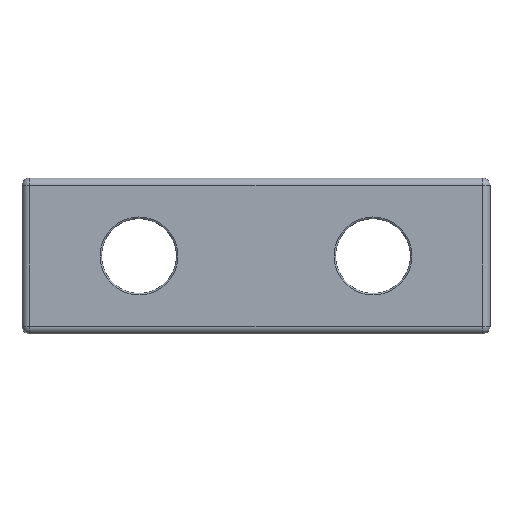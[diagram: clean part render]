
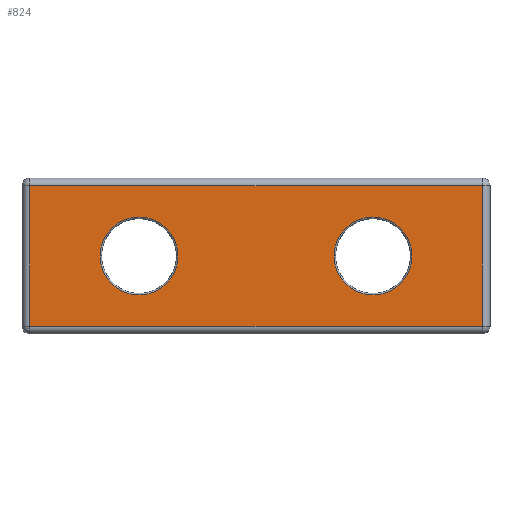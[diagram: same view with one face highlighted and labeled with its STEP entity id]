
A CAD part, top view. The second image highlights one B-rep face of the part: STEP entity #824.
In plain terms, the highlighted planar face has unit normal (0, 0, 1).
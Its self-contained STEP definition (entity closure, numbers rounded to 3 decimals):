
#1 = LINE ( 'NONE', #199, #298 ) ;
#5 = CIRCLE ( 'NONE', #350, 2.5 ) ;
#70 = ORIENTED_EDGE ( 'NONE', *, *, #1118, .T. ) ;
#94 = CARTESIAN_POINT ( 'NONE',  ( 5., 4.999, 1.65 ) ) ;
#97 = CIRCLE ( 'NONE', #938, 2.5 ) ;
#104 = CARTESIAN_POINT ( 'NONE',  ( 29.5, 0.5, 1.65 ) ) ;
#117 = LINE ( 'NONE', #306, #334 ) ;
#123 = CARTESIAN_POINT ( 'NONE',  ( 29.5, 0.5, 1.65 ) ) ;
#140 = VERTEX_POINT ( 'NONE', #277 ) ;
#148 = FACE_BOUND ( 'NONE', #1264, .T. ) ;
#149 = DIRECTION ( 'NONE',  ( 0., -1., 0. ) ) ;
#165 = DIRECTION ( 'NONE',  ( 0., 0., -1. ) ) ;
#180 = VERTEX_POINT ( 'NONE', #545 ) ;
#199 = CARTESIAN_POINT ( 'NONE',  ( 29.5, 9.498, 1.65 ) ) ;
#266 = ORIENTED_EDGE ( 'NONE', *, *, #861, .T. ) ;
#277 = CARTESIAN_POINT ( 'NONE',  ( 0.5, 0.5, 1.65 ) ) ;
#286 = DIRECTION ( 'NONE',  ( 0., 0., -1. ) ) ;
#290 = VERTEX_POINT ( 'NONE', #626 ) ;
#298 = VECTOR ( 'NONE', #406, 1000. ) ;
#306 = CARTESIAN_POINT ( 'NONE',  ( 0., 9.498, 1.65 ) ) ;
#309 = CARTESIAN_POINT ( 'NONE',  ( 0.5, 9.498, 1.65 ) ) ;
#319 = DIRECTION ( 'NONE',  ( 1., 0., 0. ) ) ;
#334 = VECTOR ( 'NONE', #883, 1000. ) ;
#350 = AXIS2_PLACEMENT_3D ( 'NONE', #867, #286, #962 ) ;
#356 = CARTESIAN_POINT ( 'NONE',  ( 0.5, 0., 1.65 ) ) ;
#365 = CIRCLE ( 'NONE', #1208, 2.5 ) ;
#398 = PLANE ( 'NONE',  #770 ) ;
#403 = DIRECTION ( 'NONE',  ( 0., 0., -1. ) ) ;
#406 = DIRECTION ( 'NONE',  ( 0., 1., 0. ) ) ;
#413 = EDGE_CURVE ( 'NONE', #180, #568, #429, .T. ) ;
#423 = FACE_BOUND ( 'NONE', #813, .T. ) ;
#429 = CIRCLE ( 'NONE', #499, 2.5 ) ;
#486 = CARTESIAN_POINT ( 'NONE',  ( 0., 0., 1.65 ) ) ;
#499 = AXIS2_PLACEMENT_3D ( 'NONE', #978, #403, #1072 ) ;
#539 = LINE ( 'NONE', #104, #1279 ) ;
#545 = CARTESIAN_POINT ( 'NONE',  ( 20., 4.999, 1.65 ) ) ;
#568 = VERTEX_POINT ( 'NONE', #752 ) ;
#573 = VERTEX_POINT ( 'NONE', #123 ) ;
#609 = DIRECTION ( 'NONE',  ( 0., 0., -1. ) ) ;
#623 = ORIENTED_EDGE ( 'NONE', *, *, #1237, .T. ) ;
#626 = CARTESIAN_POINT ( 'NONE',  ( 29.5, 9.498, 1.65 ) ) ;
#660 = VERTEX_POINT ( 'NONE', #1087 ) ;
#673 = ORIENTED_EDGE ( 'NONE', *, *, #1184, .T. ) ;
#675 = LINE ( 'NONE', #356, #1159 ) ;
#683 = DIRECTION ( 'NONE',  ( 1., 0., 0. ) ) ;
#707 = EDGE_CURVE ( 'NONE', #903, #660, #97, .T. ) ;
#743 = CARTESIAN_POINT ( 'NONE',  ( 7.5, 4.999, 1.65 ) ) ;
#752 = CARTESIAN_POINT ( 'NONE',  ( 25., 4.999, 1.65 ) ) ;
#770 = AXIS2_PLACEMENT_3D ( 'NONE', #486, #1255, #683 ) ;
#813 = EDGE_LOOP ( 'NONE', ( #673, #1149 ) ) ;
#824 = ADVANCED_FACE ( 'NONE', ( #148, #423, #908 ), #398, .T. ) ;
#842 = EDGE_LOOP ( 'NONE', ( #70, #1157, #863, #266 ) ) ;
#855 = DIRECTION ( 'NONE',  ( 1., 0., 0. ) ) ;
#861 = EDGE_CURVE ( 'NONE', #290, #936, #117, .T. ) ;
#863 = ORIENTED_EDGE ( 'NONE', *, *, #932, .T. ) ;
#867 = CARTESIAN_POINT ( 'NONE',  ( 22.5, 4.999, 1.65 ) ) ;
#883 = DIRECTION ( 'NONE',  ( -1., 0., 0. ) ) ;
#903 = VERTEX_POINT ( 'NONE', #94 ) ;
#908 = FACE_OUTER_BOUND ( 'NONE', #842, .T. ) ;
#932 = EDGE_CURVE ( 'NONE', #573, #290, #1, .T. ) ;
#936 = VERTEX_POINT ( 'NONE', #309 ) ;
#938 = AXIS2_PLACEMENT_3D ( 'NONE', #1187, #609, #1283 ) ;
#962 = DIRECTION ( 'NONE',  ( 1., 0., 0. ) ) ;
#978 = CARTESIAN_POINT ( 'NONE',  ( 22.5, 4.999, 1.65 ) ) ;
#990 = EDGE_CURVE ( 'NONE', #140, #573, #539, .T. ) ;
#1072 = DIRECTION ( 'NONE',  ( 1., 0., 0. ) ) ;
#1087 = CARTESIAN_POINT ( 'NONE',  ( 10., 4.999, 1.65 ) ) ;
#1118 = EDGE_CURVE ( 'NONE', #936, #140, #675, .T. ) ;
#1149 = ORIENTED_EDGE ( 'NONE', *, *, #707, .T. ) ;
#1157 = ORIENTED_EDGE ( 'NONE', *, *, #990, .T. ) ;
#1159 = VECTOR ( 'NONE', #149, 1000. ) ;
#1171 = ORIENTED_EDGE ( 'NONE', *, *, #413, .T. ) ;
#1184 = EDGE_CURVE ( 'NONE', #660, #903, #365, .T. ) ;
#1187 = CARTESIAN_POINT ( 'NONE',  ( 7.5, 4.999, 1.65 ) ) ;
#1208 = AXIS2_PLACEMENT_3D ( 'NONE', #743, #165, #855 ) ;
#1237 = EDGE_CURVE ( 'NONE', #568, #180, #5, .T. ) ;
#1255 = DIRECTION ( 'NONE',  ( 0., 0., 1. ) ) ;
#1264 = EDGE_LOOP ( 'NONE', ( #623, #1171 ) ) ;
#1279 = VECTOR ( 'NONE', #319, 1000. ) ;
#1283 = DIRECTION ( 'NONE',  ( 1., 0., 0. ) ) ;
